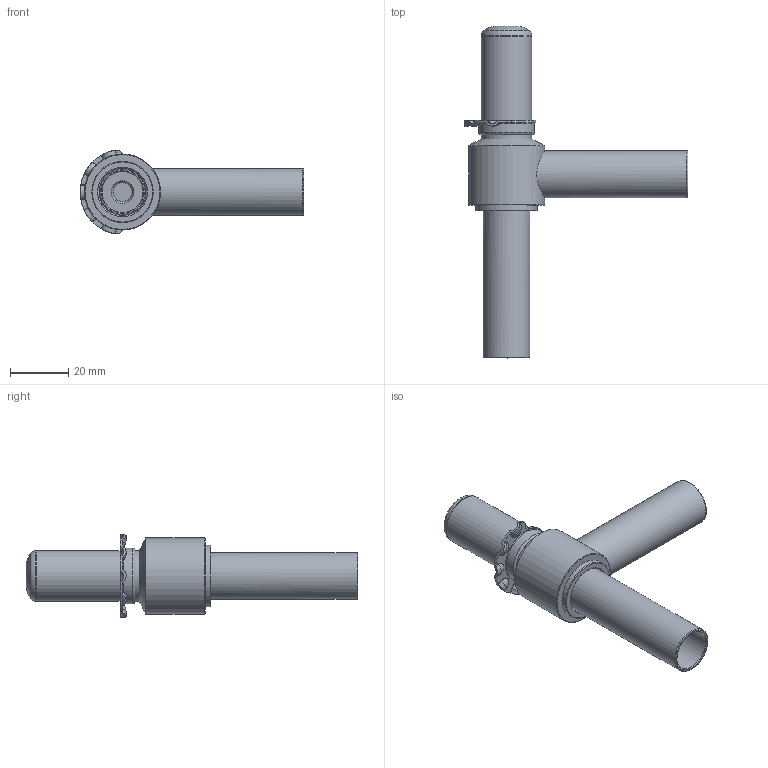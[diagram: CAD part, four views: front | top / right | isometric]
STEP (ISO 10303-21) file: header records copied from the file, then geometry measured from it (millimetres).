
FILE_DESCRIPTION(/* description */ (''),/* implementation_level */ '2;1');
FILE_NAME(/* name */ '034G5054R.stp',/* time_stamp */ '2022-08-19T15:26:17+03:00',/* author */ ('U403152'),/* organization */ (''),/* preprocessor_version */ 'ST-DEVELOPER v18.1',/* originating_system */ 'Autodesk Inventor 2020',/* authorisation */ '');
FILE_SCHEMA (('AUTOMOTIVE_DESIGN { 1 0 10303 214 3 1 1 }'));
Length unit declared in the file: millimetre
Products named in the file (1): Part1
Bounding box: 76.5 x 113.53 x 28.68 mm (x, y, z)
Volume: 14239.8 mm3; surface area: 18773.2 mm2
Topology: 2 solids, 2 shells, 122 faces, 329 edges, 220 vertices
Faces by surface type: cylinder 56, torus 28, plane 17, sphere 10, cone 8, bspline 3
Full cylindrical faces by diameter (mm): 6.5 x1, 11 x1, 13 x1, 14 x2, 14.5 x1, 15.2 x1, 15.3 x1, 16 x2, 16.4 x1, 16.5 x1, 17.3 x1, 17.4 x1, 17.5 x1, 19 x1, 21 x1, 26 x1
Entity records: 4509 total; most frequent: CARTESIAN_POINT 1122, DIRECTION 738, ORIENTED_EDGE 658, EDGE_CURVE 329, AXIS2_PLACEMENT_3D 329, VERTEX_POINT 220, CIRCLE 209, EDGE_LOOP 135
